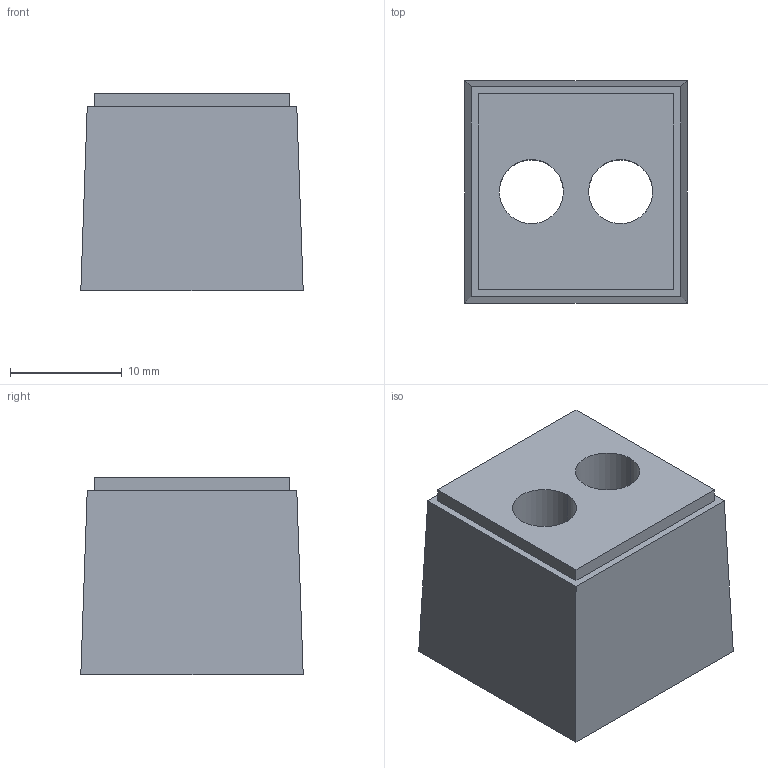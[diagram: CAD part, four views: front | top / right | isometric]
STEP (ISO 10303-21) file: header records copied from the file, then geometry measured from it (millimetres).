
FILE_DESCRIPTION(('CATIA V5 STEP Exchange','CAx-IF Rec.Pracs.--- Model Styling and Organization---1.2---2011-12-15'),'2;1');
FILE_NAME ('D1463425_0_2584890000_2584890000.stp','2018-05-29T10:09:10+00:00',('none'),('Weidmueller'),'CATIA Version 5-6 Release 2014','CATIA V5 STEP AP214','none');
FILE_SCHEMA(('AUTOMOTIVE_DESIGN { 1 0 10303 214 1 1 1 1 }'));
Length unit declared in the file: millimetre
Products named in the file (1): 2584890000_CABTITE_SE_2_5-6_SML
Bounding box: 19.91 x 19.91 x 17.7 mm (x, y, z)
Volume: 5611.7 mm3; surface area: 2653.9 mm2
Topology: 1 solids, 1 shells, 21 faces, 48 edges, 32 vertices
Faces by surface type: plane 13, cylinder 8
Entity records: 659 total; most frequent: CARTESIAN_POINT 151, ORIENTED_EDGE 96, DIRECTION 89, EDGE_CURVE 48, AXIS2_PLACEMENT_3D 36, VECTOR 32, LINE 32, VERTEX_POINT 32
